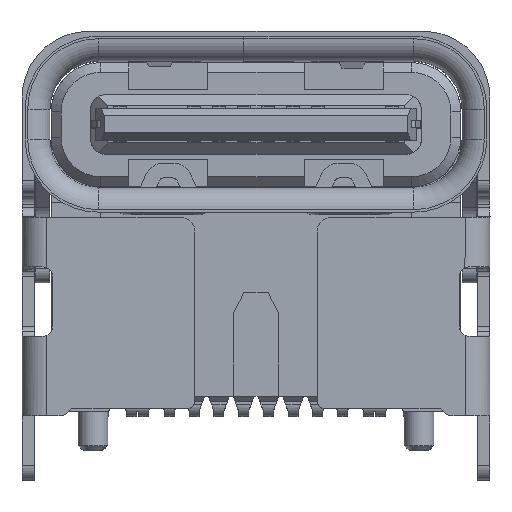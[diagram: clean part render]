
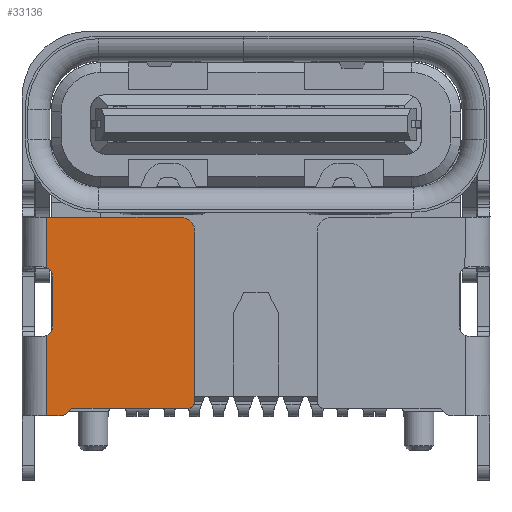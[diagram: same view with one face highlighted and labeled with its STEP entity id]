
A CAD part, top view. The second image highlights one B-rep face of the part: STEP entity #33136.
In plain terms, the highlighted planar face has unit normal (0, 0, 1).
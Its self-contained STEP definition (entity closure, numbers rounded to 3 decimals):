
#2068=CIRCLE('',#34524,0.2);
#2070=CIRCLE('',#34530,0.15);
#2071=CIRCLE('',#34531,0.3);
#2072=CIRCLE('',#34532,0.2);
#2073=CIRCLE('',#34533,0.15);
#2074=CIRCLE('',#34534,0.15);
#4580=ORIENTED_EDGE('',*,*,#11031,.T.);
#4581=ORIENTED_EDGE('',*,*,#11033,.T.);
#4582=ORIENTED_EDGE('',*,*,#11034,.T.);
#4583=ORIENTED_EDGE('',*,*,#11035,.T.);
#4584=ORIENTED_EDGE('',*,*,#11036,.T.);
#4585=ORIENTED_EDGE('',*,*,#11037,.F.);
#4586=ORIENTED_EDGE('',*,*,#11023,.T.);
#4587=ORIENTED_EDGE('',*,*,#11026,.T.);
#4588=ORIENTED_EDGE('',*,*,#11038,.T.);
#4589=ORIENTED_EDGE('',*,*,#11039,.F.);
#4590=ORIENTED_EDGE('',*,*,#11040,.T.);
#4591=ORIENTED_EDGE('',*,*,#11041,.T.);
#4592=ORIENTED_EDGE('',*,*,#11042,.T.);
#11023=EDGE_CURVE('',#16569,#16568,#2068,.F.);
#11026=EDGE_CURVE('',#16568,#16570,#21835,.T.);
#11031=EDGE_CURVE('',#16575,#16574,#21840,.T.);
#11033=EDGE_CURVE('',#16574,#16576,#2070,.T.);
#11034=EDGE_CURVE('',#16576,#16577,#21842,.T.);
#11035=EDGE_CURVE('',#16577,#16578,#2071,.T.);
#11036=EDGE_CURVE('',#16578,#16579,#21843,.F.);
#11037=EDGE_CURVE('',#16569,#16579,#21844,.T.);
#11038=EDGE_CURVE('',#16570,#16580,#2072,.F.);
#11039=EDGE_CURVE('',#16581,#16580,#21845,.T.);
#11040=EDGE_CURVE('',#16581,#16582,#21846,.T.);
#11041=EDGE_CURVE('',#16582,#16583,#2073,.T.);
#11042=EDGE_CURVE('',#16583,#16575,#2074,.F.);
#16568=VERTEX_POINT('',#46952);
#16569=VERTEX_POINT('',#46954);
#16570=VERTEX_POINT('',#46959);
#16574=VERTEX_POINT('',#46968);
#16575=VERTEX_POINT('',#46970);
#16576=VERTEX_POINT('',#46974);
#16577=VERTEX_POINT('',#46976);
#16578=VERTEX_POINT('',#46978);
#16579=VERTEX_POINT('',#46980);
#16580=VERTEX_POINT('',#46983);
#16581=VERTEX_POINT('',#46985);
#16582=VERTEX_POINT('',#46987);
#16583=VERTEX_POINT('',#46989);
#21835=LINE('',#46958,#25893);
#21840=LINE('',#46969,#25898);
#21842=LINE('',#46975,#25900);
#21843=LINE('',#46979,#25901);
#21844=LINE('',#46981,#25902);
#21845=LINE('',#46984,#25903);
#21846=LINE('',#46986,#25904);
#25893=VECTOR('',#37744,1000.);
#25898=VECTOR('',#37751,1000.);
#25900=VECTOR('',#37757,1000.);
#25901=VECTOR('',#37760,1000.);
#25902=VECTOR('',#37761,1000.);
#25903=VECTOR('',#37764,1000.);
#25904=VECTOR('',#37765,1000.);
#29687=EDGE_LOOP('',(#4580,#4581,#4582,#4583,#4584,#4585,#4586,#4587,#4588,
#4589,#4590,#4591,#4592));
#31003=FACE_BOUND('',#29687,.T.);
#32291=PLANE('',#34529);
#33136=ADVANCED_FACE('',(#31003),#32291,.T.);
#34524=AXIS2_PLACEMENT_3D('',#46953,#37736,#37737);
#34529=AXIS2_PLACEMENT_3D('',#46972,#37753,#37754);
#34530=AXIS2_PLACEMENT_3D('',#46973,#37755,#37756);
#34531=AXIS2_PLACEMENT_3D('',#46977,#37758,#37759);
#34532=AXIS2_PLACEMENT_3D('',#46982,#37762,#37763);
#34533=AXIS2_PLACEMENT_3D('',#46988,#37766,#37767);
#34534=AXIS2_PLACEMENT_3D('',#46990,#37768,#37769);
#37736=DIRECTION('',(0.,0.,1.));
#37737=DIRECTION('',(1.,0.,0.));
#37744=DIRECTION('',(0.,-1.,0.));
#37751=DIRECTION('',(1.,0.,0.));
#37753=DIRECTION('',(0.,0.,1.));
#37754=DIRECTION('',(1.,0.,0.));
#37755=DIRECTION('',(0.,0.,1.));
#37756=DIRECTION('',(0.,-1.,0.));
#37757=DIRECTION('',(0.,1.,0.));
#37758=DIRECTION('',(0.,0.,1.));
#37759=DIRECTION('',(1.,0.,0.));
#37760=DIRECTION('',(1.,0.,0.));
#37761=DIRECTION('',(0.,1.,0.));
#37762=DIRECTION('',(0.,0.,1.));
#37763=DIRECTION('',(1.,0.,0.));
#37764=DIRECTION('',(0.,1.,0.));
#37765=DIRECTION('',(1.,0.,0.));
#37766=DIRECTION('',(0.,0.,1.));
#37767=DIRECTION('',(0.,-1.,0.));
#37768=DIRECTION('',(0.,0.,1.));
#37769=DIRECTION('',(1.,0.,0.));
#46952=CARTESIAN_POINT('',(-4.105,-0.418,3.002));
#46953=CARTESIAN_POINT('',(-4.305,-0.418,3.002));
#46954=CARTESIAN_POINT('',(-4.225,-0.236,3.002));
#46958=CARTESIAN_POINT('',(-4.105,-0.418,3.002));
#46959=CARTESIAN_POINT('',(-4.105,-1.433,3.002));
#46968=CARTESIAN_POINT('',(-1.38,-3.088,3.002));
#46969=CARTESIAN_POINT('',(-3.68,-3.088,3.002));
#46970=CARTESIAN_POINT('',(-3.68,-3.088,3.002));
#46972=CARTESIAN_POINT('',(4.79,0.983,3.002));
#46973=CARTESIAN_POINT('',(-1.38,-2.938,3.002));
#46974=CARTESIAN_POINT('',(-1.23,-2.938,3.002));
#46975=CARTESIAN_POINT('',(-1.23,-2.938,3.002));
#46976=CARTESIAN_POINT('',(-1.23,0.483,3.002));
#46977=CARTESIAN_POINT('',(-1.53,0.483,3.002));
#46978=CARTESIAN_POINT('',(-1.53,0.783,3.002));
#46979=CARTESIAN_POINT('',(4.79,0.783,3.002));
#46980=CARTESIAN_POINT('',(-4.23,0.783,3.002));
#46981=CARTESIAN_POINT('',(-4.23,-2.683,3.002));
#46982=CARTESIAN_POINT('',(-4.305,-1.433,3.002));
#46983=CARTESIAN_POINT('',(-4.225,-1.615,3.002));
#46984=CARTESIAN_POINT('',(-4.23,-2.683,3.002));
#46985=CARTESIAN_POINT('',(-4.23,-3.238,3.002));
#46986=CARTESIAN_POINT('',(4.79,-3.238,3.002));
#46987=CARTESIAN_POINT('',(-3.94,-3.238,3.002));
#46988=CARTESIAN_POINT('',(-3.94,-3.088,3.002));
#46989=CARTESIAN_POINT('',(-3.81,-3.163,3.002));
#46990=CARTESIAN_POINT('',(-3.68,-3.238,3.002));
